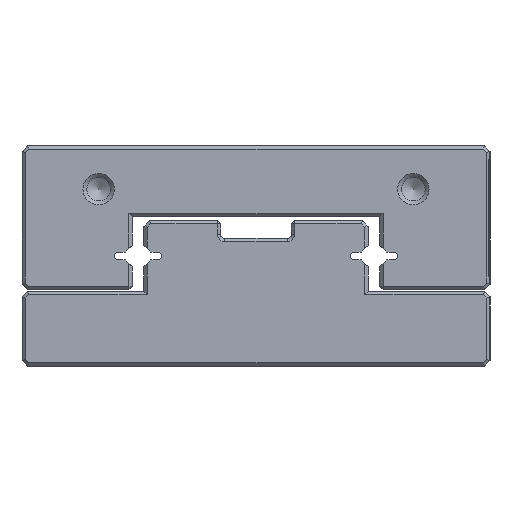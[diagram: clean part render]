
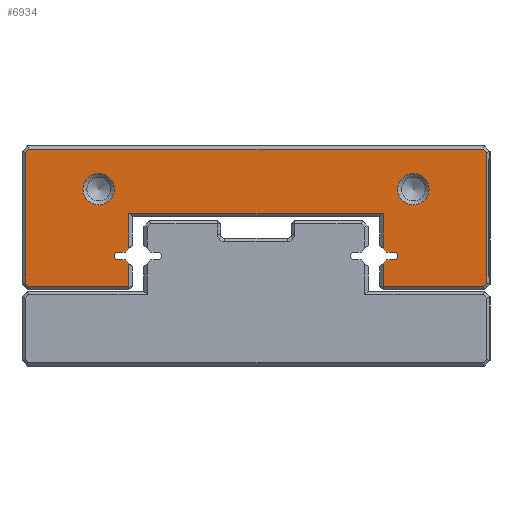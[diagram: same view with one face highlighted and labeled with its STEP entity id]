
A CAD part, left-side view. The second image highlights one B-rep face of the part: STEP entity #6934.
In plain terms, the highlighted planar face has unit normal (-1, 0, 0).
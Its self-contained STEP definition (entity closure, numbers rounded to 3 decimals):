
#5439=FACE_BOUND('',#11081,.T.);
#5440=FACE_BOUND('',#11082,.T.);
#5441=FACE_BOUND('',#11083,.T.);
#6249=CIRCLE('',#31075,0.5);
#6276=CIRCLE('',#31110,0.5);
#6280=CIRCLE('',#31120,2.);
#6281=CIRCLE('',#31121,2.);
#6934=ADVANCED_FACE('',(#5439,#5440,#5441),#8378,.T.);
#8378=PLANE('',#31122);
#11081=EDGE_LOOP('',(#14780,#14781,#14782,#14783,#14784,#14785,#14786,#14787,
#14788,#14789,#14790,#14791,#14792,#14793,#14794,#14795,#14796,#14797,#14798,
#14799,#14800,#14801,#14802,#14803));
#11082=EDGE_LOOP('',(#14804));
#11083=EDGE_LOOP('',(#14805));
#14780=ORIENTED_EDGE('',*,*,#23180,.F.);
#14781=ORIENTED_EDGE('',*,*,#23219,.T.);
#14782=ORIENTED_EDGE('',*,*,#23220,.T.);
#14783=ORIENTED_EDGE('',*,*,#23221,.T.);
#14784=ORIENTED_EDGE('',*,*,#23141,.F.);
#14785=ORIENTED_EDGE('',*,*,#23135,.F.);
#14786=ORIENTED_EDGE('',*,*,#23132,.F.);
#14787=ORIENTED_EDGE('',*,*,#23129,.F.);
#14788=ORIENTED_EDGE('',*,*,#23127,.F.);
#14789=ORIENTED_EDGE('',*,*,#23222,.T.);
#14790=ORIENTED_EDGE('',*,*,#23223,.T.);
#14791=ORIENTED_EDGE('',*,*,#23224,.T.);
#14792=ORIENTED_EDGE('',*,*,#23225,.T.);
#14793=ORIENTED_EDGE('',*,*,#23226,.T.);
#14794=ORIENTED_EDGE('',*,*,#23227,.T.);
#14795=ORIENTED_EDGE('',*,*,#23228,.T.);
#14796=ORIENTED_EDGE('',*,*,#23229,.T.);
#14797=ORIENTED_EDGE('',*,*,#23230,.T.);
#14798=ORIENTED_EDGE('',*,*,#23231,.T.);
#14799=ORIENTED_EDGE('',*,*,#23232,.T.);
#14800=ORIENTED_EDGE('',*,*,#23194,.F.);
#14801=ORIENTED_EDGE('',*,*,#23188,.F.);
#14802=ORIENTED_EDGE('',*,*,#23185,.F.);
#14803=ORIENTED_EDGE('',*,*,#23182,.F.);
#14804=ORIENTED_EDGE('',*,*,#23233,.T.);
#14805=ORIENTED_EDGE('',*,*,#23234,.T.);
#20475=VERTEX_POINT('',#42059);
#20476=VERTEX_POINT('',#42061);
#20477=VERTEX_POINT('',#42065);
#20479=VERTEX_POINT('',#42071);
#20481=VERTEX_POINT('',#42077);
#20486=VERTEX_POINT('',#42089);
#20520=VERTEX_POINT('',#42165);
#20521=VERTEX_POINT('',#42167);
#20522=VERTEX_POINT('',#42171);
#20524=VERTEX_POINT('',#42177);
#20526=VERTEX_POINT('',#42183);
#20531=VERTEX_POINT('',#42195);
#20552=VERTEX_POINT('',#42245);
#20553=VERTEX_POINT('',#42247);
#20554=VERTEX_POINT('',#42250);
#20555=VERTEX_POINT('',#42252);
#20556=VERTEX_POINT('',#42254);
#20557=VERTEX_POINT('',#42256);
#20558=VERTEX_POINT('',#42258);
#20559=VERTEX_POINT('',#42260);
#20560=VERTEX_POINT('',#42262);
#20561=VERTEX_POINT('',#42264);
#20562=VERTEX_POINT('',#42266);
#20563=VERTEX_POINT('',#42268);
#20564=VERTEX_POINT('',#42271);
#20565=VERTEX_POINT('',#42273);
#23127=EDGE_CURVE('',#20475,#20476,#26137,.T.);
#23129=EDGE_CURVE('',#20476,#20477,#26139,.T.);
#23132=EDGE_CURVE('',#20477,#20479,#6249,.T.);
#23135=EDGE_CURVE('',#20479,#20481,#26143,.T.);
#23141=EDGE_CURVE('',#20481,#20486,#26149,.T.);
#23180=EDGE_CURVE('',#20520,#20521,#26163,.T.);
#23182=EDGE_CURVE('',#20521,#20522,#26165,.T.);
#23185=EDGE_CURVE('',#20522,#20524,#6276,.T.);
#23188=EDGE_CURVE('',#20524,#20526,#26169,.T.);
#23194=EDGE_CURVE('',#20526,#20531,#26175,.T.);
#23219=EDGE_CURVE('',#20520,#20552,#26198,.T.);
#23220=EDGE_CURVE('',#20552,#20553,#26199,.T.);
#23221=EDGE_CURVE('',#20553,#20486,#26200,.T.);
#23222=EDGE_CURVE('',#20475,#20554,#26201,.T.);
#23223=EDGE_CURVE('',#20554,#20555,#26202,.T.);
#23224=EDGE_CURVE('',#20555,#20556,#26203,.T.);
#23225=EDGE_CURVE('',#20556,#20557,#26204,.T.);
#23226=EDGE_CURVE('',#20557,#20558,#26205,.T.);
#23227=EDGE_CURVE('',#20558,#20559,#26206,.T.);
#23228=EDGE_CURVE('',#20559,#20560,#26207,.T.);
#23229=EDGE_CURVE('',#20560,#20561,#26208,.T.);
#23230=EDGE_CURVE('',#20561,#20562,#26209,.T.);
#23231=EDGE_CURVE('',#20562,#20563,#26210,.T.);
#23232=EDGE_CURVE('',#20563,#20531,#26211,.T.);
#23233=EDGE_CURVE('',#20564,#20564,#6280,.T.);
#23234=EDGE_CURVE('',#20565,#20565,#6281,.T.);
#26137=LINE('',#42060,#28717);
#26139=LINE('',#42064,#28719);
#26143=LINE('',#42076,#28723);
#26149=LINE('',#42088,#28729);
#26163=LINE('',#42166,#28743);
#26165=LINE('',#42170,#28745);
#26169=LINE('',#42182,#28749);
#26175=LINE('',#42194,#28755);
#26198=LINE('',#42244,#28778);
#26199=LINE('',#42246,#28779);
#26200=LINE('',#42248,#28780);
#26201=LINE('',#42249,#28781);
#26202=LINE('',#42251,#28782);
#26203=LINE('',#42253,#28783);
#26204=LINE('',#42255,#28784);
#26205=LINE('',#42257,#28785);
#26206=LINE('',#42259,#28786);
#26207=LINE('',#42261,#28787);
#26208=LINE('',#42263,#28788);
#26209=LINE('',#42265,#28789);
#26210=LINE('',#42267,#28790);
#26211=LINE('',#42269,#28791);
#28717=VECTOR('',#34635,1.);
#28719=VECTOR('',#34639,1.);
#28723=VECTOR('',#34651,1.);
#28729=VECTOR('',#34659,1.);
#28743=VECTOR('',#34731,1.);
#28745=VECTOR('',#34735,1.);
#28749=VECTOR('',#34747,1.);
#28755=VECTOR('',#34755,1.);
#28778=VECTOR('',#34790,1.);
#28779=VECTOR('',#34791,1.);
#28780=VECTOR('',#34792,1.);
#28781=VECTOR('',#34793,1.);
#28782=VECTOR('',#34794,1.);
#28783=VECTOR('',#34795,1.);
#28784=VECTOR('',#34796,1.);
#28785=VECTOR('',#34797,1.);
#28786=VECTOR('',#34798,1.);
#28787=VECTOR('',#34799,1.);
#28788=VECTOR('',#34800,1.);
#28789=VECTOR('',#34801,1.);
#28790=VECTOR('',#34802,1.);
#28791=VECTOR('',#34803,1.);
#31075=AXIS2_PLACEMENT_3D('',#42070,#34644,#34645);
#31110=AXIS2_PLACEMENT_3D('',#42176,#34740,#34741);
#31120=AXIS2_PLACEMENT_3D('',#42270,#34804,#34805);
#31121=AXIS2_PLACEMENT_3D('',#42272,#34806,#34807);
#31122=AXIS2_PLACEMENT_3D('',#42274,#34808,#34809);
#34635=DIRECTION('',(0.,-0.707,0.707));
#34639=DIRECTION('',(0.,-1.,0.));
#34644=DIRECTION('',(-1.,0.,0.));
#34645=DIRECTION('',(0.,0.,-1.));
#34651=DIRECTION('',(0.,1.,0.));
#34659=DIRECTION('',(0.,0.707,0.707));
#34731=DIRECTION('',(0.,0.707,-0.707));
#34735=DIRECTION('',(0.,1.,0.));
#34740=DIRECTION('',(-1.,0.,0.));
#34741=DIRECTION('',(0.,0.,1.));
#34747=DIRECTION('',(0.,-1.,0.));
#34755=DIRECTION('',(0.,-0.707,-0.707));
#34790=DIRECTION('',(0.,0.,1.));
#34791=DIRECTION('',(0.,-1.,0.));
#34792=DIRECTION('',(0.,0.,-1.));
#34793=DIRECTION('',(0.,0.,-1.));
#34794=DIRECTION('',(0.,-1.,0.));
#34795=DIRECTION('',(0.,-0.707,0.707));
#34796=DIRECTION('',(0.,0.,1.));
#34797=DIRECTION('',(0.,0.707,0.707));
#34798=DIRECTION('',(0.,1.,0.));
#34799=DIRECTION('',(0.,0.707,-0.707));
#34800=DIRECTION('',(0.,0.,-1.));
#34801=DIRECTION('',(0.,-0.707,-0.707));
#34802=DIRECTION('',(0.,-1.,0.));
#34803=DIRECTION('',(0.,0.,1.));
#34804=DIRECTION('',(1.,0.,0.));
#34805=DIRECTION('',(0.,0.,-1.));
#34806=DIRECTION('',(1.,0.,0.));
#34807=DIRECTION('',(0.,0.,-1.));
#34808=DIRECTION('',(-1.,0.,0.));
#34809=DIRECTION('',(0.,0.,-1.));
#42059=CARTESIAN_POINT('',(80.,13.6,13.029));
#42060=CARTESIAN_POINT('',(80.,14.,12.629));
#42061=CARTESIAN_POINT('',(80.,13.129,13.5));
#42064=CARTESIAN_POINT('',(80.,13.129,13.5));
#42065=CARTESIAN_POINT('',(80.,12.25,13.5));
#42070=CARTESIAN_POINT('',(80.,12.25,14.));
#42071=CARTESIAN_POINT('',(80.,12.25,14.5));
#42076=CARTESIAN_POINT('',(80.,12.25,14.5));
#42077=CARTESIAN_POINT('',(80.,13.129,14.5));
#42088=CARTESIAN_POINT('',(80.,13.129,14.5));
#42089=CARTESIAN_POINT('',(80.,13.6,14.971));
#42165=CARTESIAN_POINT('',(80.,45.9,14.971));
#42166=CARTESIAN_POINT('',(80.,45.5,15.371));
#42167=CARTESIAN_POINT('',(80.,46.371,14.5));
#42170=CARTESIAN_POINT('',(80.,46.371,14.5));
#42171=CARTESIAN_POINT('',(80.,47.25,14.5));
#42176=CARTESIAN_POINT('',(80.,47.25,14.));
#42177=CARTESIAN_POINT('',(80.,47.25,13.5));
#42182=CARTESIAN_POINT('',(80.,47.25,13.5));
#42183=CARTESIAN_POINT('',(80.,46.371,13.5));
#42194=CARTESIAN_POINT('',(80.,46.371,13.5));
#42195=CARTESIAN_POINT('',(80.,45.9,13.029));
#42244=CARTESIAN_POINT('',(80.,45.9,19.));
#42245=CARTESIAN_POINT('',(80.,45.9,19.4));
#42246=CARTESIAN_POINT('',(80.,14.,19.4));
#42247=CARTESIAN_POINT('',(80.,13.6,19.4));
#42248=CARTESIAN_POINT('',(80.,13.6,15.371));
#42249=CARTESIAN_POINT('',(80.,13.6,9.7));
#42250=CARTESIAN_POINT('',(80.,13.6,10.1));
#42251=CARTESIAN_POINT('',(80.,0.7,10.1));
#42252=CARTESIAN_POINT('',(80.,0.866,10.1));
#42253=CARTESIAN_POINT('',(80.,4.608,6.358));
#42254=CARTESIAN_POINT('',(80.,0.4,10.566));
#42255=CARTESIAN_POINT('',(80.,0.4,27.3));
#42256=CARTESIAN_POINT('',(80.,0.4,27.134));
#42257=CARTESIAN_POINT('',(80.,-0.242,26.492));
#42258=CARTESIAN_POINT('',(80.,0.866,27.6));
#42259=CARTESIAN_POINT('',(80.,58.8,27.6));
#42260=CARTESIAN_POINT('',(80.,58.634,27.6));
#42261=CARTESIAN_POINT('',(80.,42.242,43.992));
#42262=CARTESIAN_POINT('',(80.,59.1,27.134));
#42263=CARTESIAN_POINT('',(80.,59.1,10.4));
#42264=CARTESIAN_POINT('',(80.,59.1,10.566));
#42265=CARTESIAN_POINT('',(80.,37.392,-11.142));
#42266=CARTESIAN_POINT('',(80.,58.634,10.1));
#42267=CARTESIAN_POINT('',(80.,45.5,10.1));
#42268=CARTESIAN_POINT('',(80.,45.9,10.1));
#42269=CARTESIAN_POINT('',(80.,45.9,12.629));
#42270=CARTESIAN_POINT('',(80.,9.75,22.5));
#42271=CARTESIAN_POINT('',(80.,9.75,20.5));
#42272=CARTESIAN_POINT('',(80.,49.75,22.5));
#42273=CARTESIAN_POINT('',(80.,49.75,20.5));
#42274=CARTESIAN_POINT('',(80.,12.25,14.));
